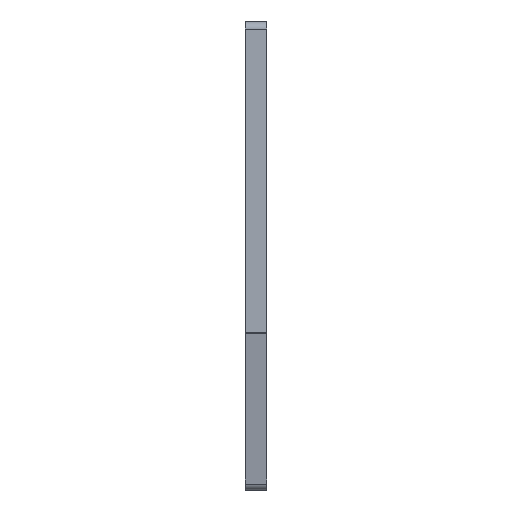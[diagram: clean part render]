
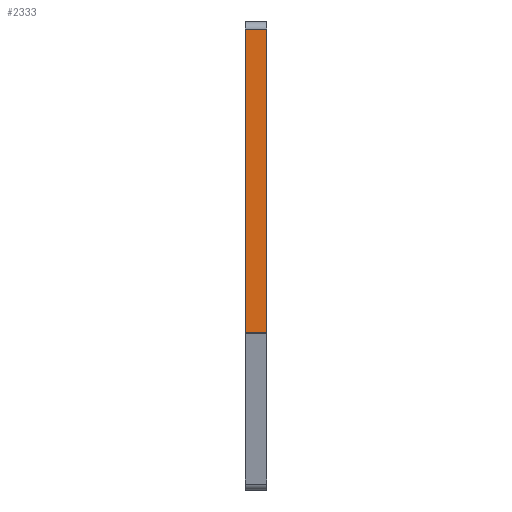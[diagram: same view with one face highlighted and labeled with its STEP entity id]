
A CAD part, left-side view. The second image highlights one B-rep face of the part: STEP entity #2333.
In plain terms, the highlighted planar face has unit normal (-1, 0, 0).
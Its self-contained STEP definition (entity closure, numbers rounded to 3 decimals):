
#75=PLANE('',#2528);
#161=FACE_OUTER_BOUND('',#298,.T.);
#298=EDGE_LOOP('',(#1904,#1905,#1906,#1907));
#415=LINE('',#3327,#674);
#493=LINE('',#3663,#752);
#558=LINE('',#3899,#817);
#559=LINE('',#3902,#818);
#674=VECTOR('',#2688,10.);
#752=VECTOR('',#2860,10.);
#817=VECTOR('',#2983,10.);
#818=VECTOR('',#2988,10.);
#1015=VERTEX_POINT('',#3324);
#1016=VERTEX_POINT('',#3326);
#1141=VERTEX_POINT('',#3660);
#1142=VERTEX_POINT('',#3662);
#1257=EDGE_CURVE('',#1015,#1016,#415,.T.);
#1387=EDGE_CURVE('',#1141,#1142,#493,.T.);
#1476=EDGE_CURVE('',#1141,#1016,#558,.T.);
#1477=EDGE_CURVE('',#1015,#1142,#559,.T.);
#1904=ORIENTED_EDGE('',*,*,#1476,.T.);
#1905=ORIENTED_EDGE('',*,*,#1257,.F.);
#1906=ORIENTED_EDGE('',*,*,#1477,.T.);
#1907=ORIENTED_EDGE('',*,*,#1387,.F.);
#2333=ADVANCED_FACE('',(#161),#75,.F.);
#2528=AXIS2_PLACEMENT_3D('',#3901,#2986,#2987);
#2688=DIRECTION('',(0.,0.,1.));
#2860=DIRECTION('',(0.,0.,-1.));
#2983=DIRECTION('',(0.,1.,0.));
#2986=DIRECTION('center_axis',(1.,0.,0.));
#2987=DIRECTION('ref_axis',(0.,0.,-1.));
#2988=DIRECTION('',(0.,-1.,0.));
#3324=CARTESIAN_POINT('',(-42.,16.6,-43.418));
#3326=CARTESIAN_POINT('',(-42.,16.6,-1.));
#3327=CARTESIAN_POINT('',(-42.,16.6,-11.425));
#3660=CARTESIAN_POINT('',(-42.,13.6,-1.));
#3662=CARTESIAN_POINT('',(-42.,13.6,-43.418));
#3663=CARTESIAN_POINT('',(-42.,13.6,-9.625));
#3899=CARTESIAN_POINT('',(-42.,7.094,-1.));
#3901=CARTESIAN_POINT('Origin',(-42.,0.588,-15.));
#3902=CARTESIAN_POINT('',(-42.,16.6,-43.418));
